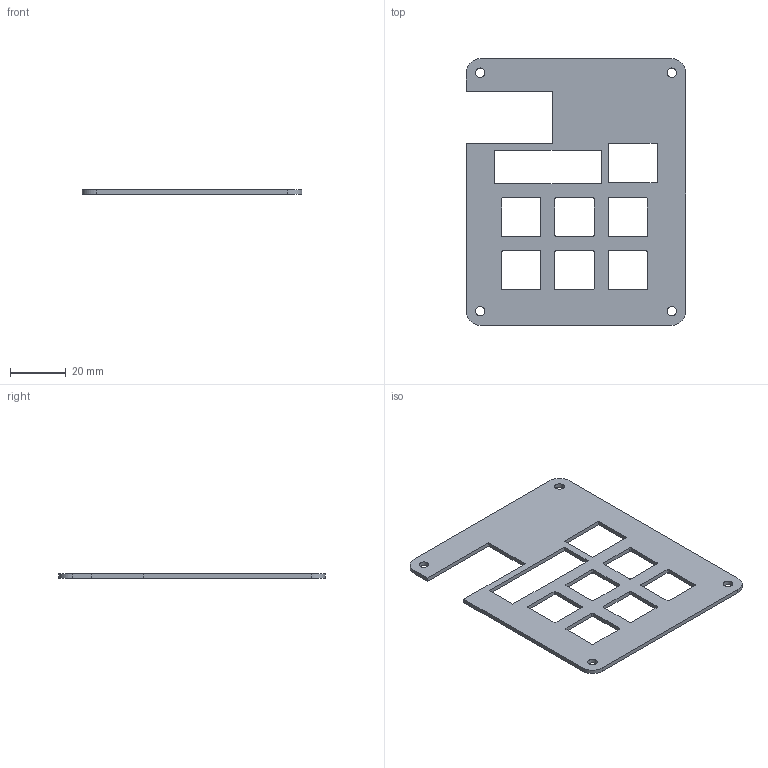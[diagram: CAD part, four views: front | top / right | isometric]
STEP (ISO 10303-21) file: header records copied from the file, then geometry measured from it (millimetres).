
FILE_DESCRIPTION(/* description */ (''),/* implementation_level */ '2;1');
FILE_NAME(/* name */ 'Knox''s Fidget Toy V1 Top case.step',/* time_stamp */ '2026-01-05T18:02:14-08:00',/* author */ (''),/* organization */ (''),/* preprocessor_version */ 'ST-DEVELOPER v20.1',/* originating_system */ 'Autodesk Translation Framework v14.21.0.0',/* authorisation */ '');
FILE_SCHEMA (('AUTOMOTIVE_DESIGN { 1 0 10303 214 3 1 1 }'));
Length unit declared in the file: millimetre
Products named in the file (1): 2026-01-05-15-59-34-965
Bounding box: 78.52 x 95.28 x 1.5 mm (x, y, z)
Volume: 7453.5 mm3; surface area: 11374.2 mm2
Topology: 1 solids, 1 shells, 361 faces, 1011 edges, 674 vertices
Faces by surface type: plane 168, bspline 161, cylinder 32
Full cylindrical faces by diameter (mm): 3.4 x4
Entity records: 13120 total; most frequent: CARTESIAN_POINT 4784, ORIENTED_EDGE 2022, DIRECTION 1155, EDGE_CURVE 1011, VERTEX_POINT 674, LINE 625, VECTOR 625, EDGE_LOOP 407
